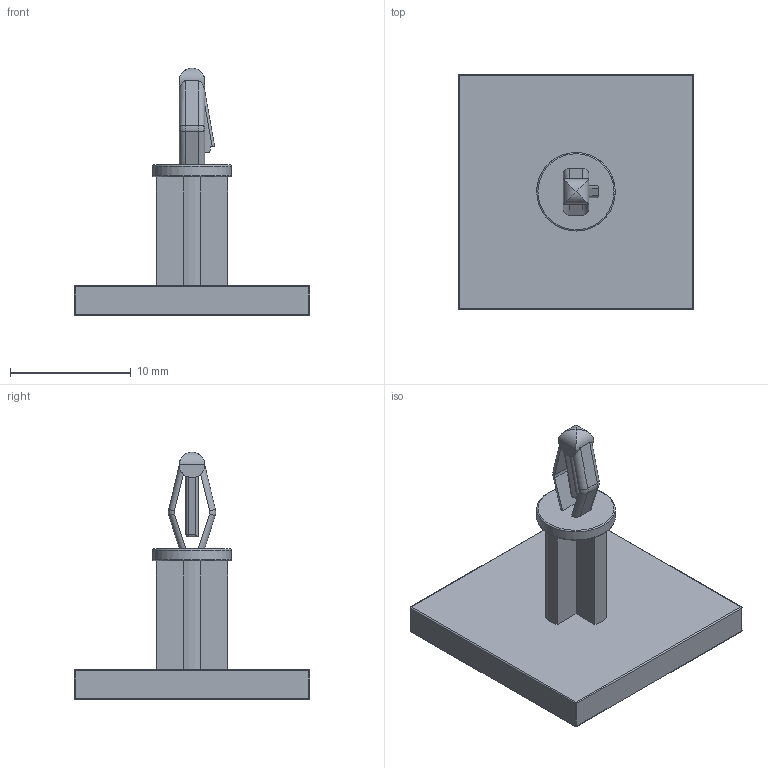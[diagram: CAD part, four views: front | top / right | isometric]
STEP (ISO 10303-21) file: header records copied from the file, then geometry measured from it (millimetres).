
FILE_DESCRIPTION(/* description */ (''),/* implementation_level */ '2;1');
FILE_NAME(/* name */ 'Clips.stp',/* time_stamp */ '2021-12-20T21:55:16+00:00',/* author */ ('wilku234'),/* organization */ (''),/* preprocessor_version */ 'ST-DEVELOPER v18',/* originating_system */ 'Autodesk Inventor 2020',/* authorisation */ '');
FILE_SCHEMA (('AUTOMOTIVE_DESIGN { 1 0 10303 214 3 1 1 }'));
Length unit declared in the file: millimetre
Products named in the file (1): Clips
Bounding box: 19.5 x 19.5 x 20.5 mm (x, y, z)
Volume: 1144.9 mm3; surface area: 1321.5 mm2
Topology: 1 solids, 1 shells, 89 faces, 203 edges, 118 vertices
Faces by surface type: cylinder 41, plane 33, sphere 9, bspline 4, torus 2
Full cylindrical faces by diameter (mm): 6.5 x1
Entity records: 2594 total; most frequent: CARTESIAN_POINT 527, DIRECTION 451, ORIENTED_EDGE 406, EDGE_CURVE 203, AXIS2_PLACEMENT_3D 170, VERTEX_POINT 118, LINE 111, VECTOR 111
